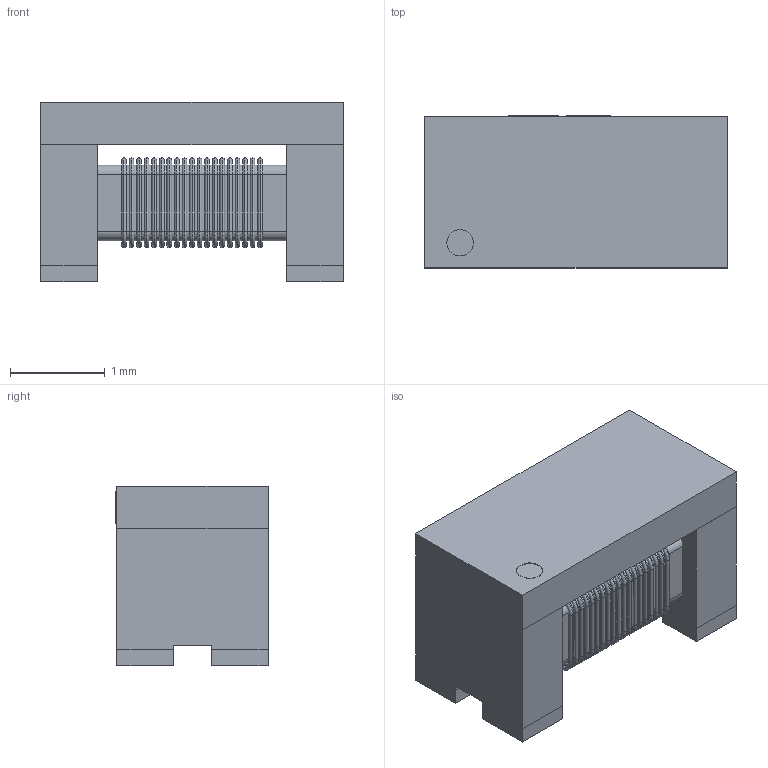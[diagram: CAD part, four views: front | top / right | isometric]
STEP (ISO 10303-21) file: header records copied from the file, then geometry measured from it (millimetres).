
FILE_DESCRIPTION (( 'STEP AP214' ), '1' );
FILE_NAME ('FILTER-SMD_3216-4P-L3.2-W1.6-H1.9-BL.step', '2022-06-24T02:50:09', ( '' ), ( '' ), 'SwSTEP 2.0', 'SolidWorks 2020', '' );
FILE_SCHEMA (( 'AUTOMOTIVE_DESIGN' ));
Length unit declared in the file: millimetre
Products named in the file (1): FILTER-SMD_3216-4P-L3.2-W1.6-H1.9-BL
Bounding box: 3.2 x 1.61 x 1.9 mm (x, y, z)
Volume: 7 mm3; surface area: 52.3 mm2
Topology: 25 solids, 25 shells, 694 faces, 1693 edges, 1040 vertices
Faces by surface type: plane 234, cylinder 196, torus 152, bspline 112
Entity records: 29423 total; most frequent: CARTESIAN_POINT 5532, ORIENTED_EDGE 3386, DIRECTION 3213, EDGE_CURVE 1693, AXIS2_PLACEMENT_3D 1165, VERTEX_POINT 1040, VECTOR 883, LINE 883
